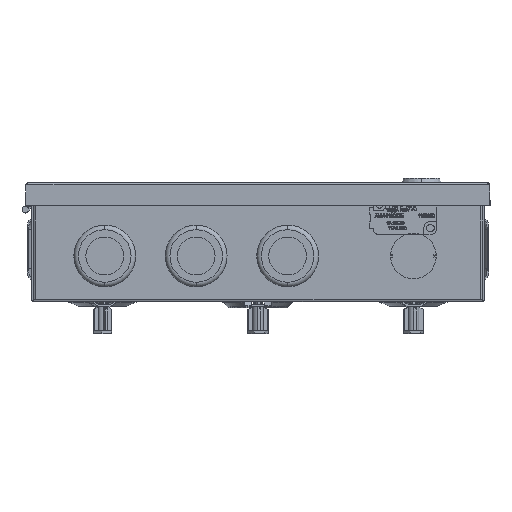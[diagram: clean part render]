
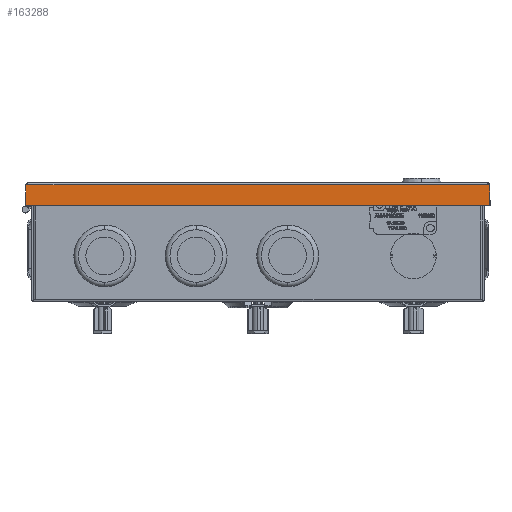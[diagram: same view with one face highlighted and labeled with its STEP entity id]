
A CAD part, front view. The second image highlights one B-rep face of the part: STEP entity #163288.
In plain terms, the highlighted planar face has unit normal (0, -1, 0).
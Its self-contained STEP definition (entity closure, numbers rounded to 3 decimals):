
#1001 = DIRECTION ( 'NONE',  ( 1., 0., 0. ) ) ;
#4241 = CARTESIAN_POINT ( 'NONE',  ( -101.5, -101.5, 0. ) ) ;
#5910 = CARTESIAN_POINT ( 'NONE',  ( 0., -101.5, 0. ) ) ;
#9633 = DIRECTION ( 'NONE',  ( 0., 0., 1. ) ) ;
#10918 = AXIS2_PLACEMENT_3D ( 'NONE', #5910, #97251, #189493 ) ;
#20625 = CARTESIAN_POINT ( 'NONE',  ( 0., -101.5, 41.4 ) ) ;
#30659 = ORIENTED_EDGE ( 'NONE', *, *, #115011, .F. ) ;
#32837 = ORIENTED_EDGE ( 'NONE', *, *, #102564, .T. ) ;
#39773 = CARTESIAN_POINT ( 'NONE',  ( -100.6, -101.5, 50.3 ) ) ;
#44063 = LINE ( 'NONE', #89184, #175339 ) ;
#45098 = DIRECTION ( 'NONE',  ( 1., 0., 0. ) ) ;
#46894 = CARTESIAN_POINT ( 'NONE',  ( 101.5, -101.5, 50.3 ) ) ;
#50106 = PLANE ( 'NONE',  #10918 ) ;
#53756 = CARTESIAN_POINT ( 'NONE',  ( 101.5, -101.5, 0. ) ) ;
#55767 = LINE ( 'NONE', #53756, #106267 ) ;
#55799 = VERTEX_POINT ( 'NONE', #197413 ) ;
#57434 = EDGE_CURVE ( 'NONE', #94809, #78531, #59250, .T. ) ;
#58089 = LINE ( 'NONE', #167513, #180646 ) ;
#59250 = LINE ( 'NONE', #74279, #115519 ) ;
#61539 = VECTOR ( 'NONE', #93579, 1000. ) ;
#63275 = EDGE_CURVE ( 'NONE', #175310, #94809, #44063, .T. ) ;
#72090 = DIRECTION ( 'NONE',  ( 1., 0., 0. ) ) ;
#73902 = EDGE_LOOP ( 'NONE', ( #198206, #77588, #163236, #32837, #30659, #196408 ) ) ;
#74279 = CARTESIAN_POINT ( 'NONE',  ( 101.5, -101.5, 50.3 ) ) ;
#77588 = ORIENTED_EDGE ( 'NONE', *, *, #113844, .T. ) ;
#78531 = VERTEX_POINT ( 'NONE', #89830 ) ;
#79749 = LINE ( 'NONE', #20625, #141814 ) ;
#89184 = CARTESIAN_POINT ( 'NONE',  ( 101.5, -101.5, 50.3 ) ) ;
#89830 = CARTESIAN_POINT ( 'NONE',  ( 100.6, -101.5, 50.3 ) ) ;
#90968 = CARTESIAN_POINT ( 'NONE',  ( -101.5, -101.5, 50.3 ) ) ;
#93579 = DIRECTION ( 'NONE',  ( 0., 0., -1. ) ) ;
#94809 = VERTEX_POINT ( 'NONE', #39773 ) ;
#97251 = DIRECTION ( 'NONE',  ( 0., 1., 0. ) ) ;
#102564 = EDGE_CURVE ( 'NONE', #55799, #135893, #55767, .T. ) ;
#103231 = EDGE_CURVE ( 'NONE', #141467, #55799, #79749, .T. ) ;
#106267 = VECTOR ( 'NONE', #9633, 1000. ) ;
#113579 = LINE ( 'NONE', #4241, #61539 ) ;
#113844 = EDGE_CURVE ( 'NONE', #175310, #141467, #113579, .T. ) ;
#115011 = EDGE_CURVE ( 'NONE', #78531, #135893, #58089, .T. ) ;
#115519 = VECTOR ( 'NONE', #1001, 1000. ) ;
#128068 = CARTESIAN_POINT ( 'NONE',  ( -101.5, -101.5, 41.4 ) ) ;
#135893 = VERTEX_POINT ( 'NONE', #46894 ) ;
#141467 = VERTEX_POINT ( 'NONE', #128068 ) ;
#141814 = VECTOR ( 'NONE', #158082, 1000. ) ;
#153500 = FACE_OUTER_BOUND ( 'NONE', #73902, .T. ) ;
#158082 = DIRECTION ( 'NONE',  ( 1., 0., 0. ) ) ;
#163236 = ORIENTED_EDGE ( 'NONE', *, *, #103231, .T. ) ;
#163288 = ADVANCED_FACE ( 'NONE', ( #153500 ), #50106, .F. ) ;
#167513 = CARTESIAN_POINT ( 'NONE',  ( 101.5, -101.5, 50.3 ) ) ;
#175310 = VERTEX_POINT ( 'NONE', #90968 ) ;
#175339 = VECTOR ( 'NONE', #72090, 1000. ) ;
#180646 = VECTOR ( 'NONE', #45098, 1000. ) ;
#189493 = DIRECTION ( 'NONE',  ( 0., 0., 1. ) ) ;
#196408 = ORIENTED_EDGE ( 'NONE', *, *, #57434, .F. ) ;
#197413 = CARTESIAN_POINT ( 'NONE',  ( 101.5, -101.5, 41.4 ) ) ;
#198206 = ORIENTED_EDGE ( 'NONE', *, *, #63275, .F. ) ;
